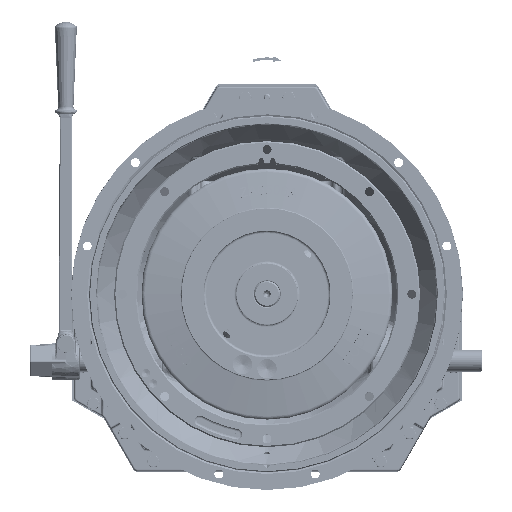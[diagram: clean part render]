
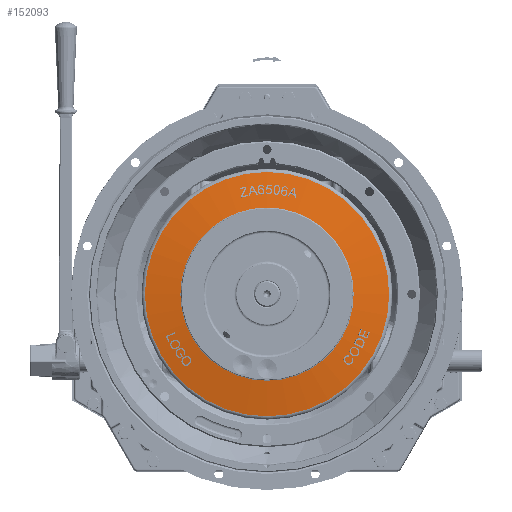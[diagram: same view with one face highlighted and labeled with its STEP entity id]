
A CAD part, top view. The second image highlights one B-rep face of the part: STEP entity #152093.
In plain terms, the highlighted conical face has half-angle 81.135 degrees and reference radius 140.614 mm.
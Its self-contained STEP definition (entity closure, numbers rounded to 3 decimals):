
#6233 = ORIENTED_EDGE ( 'NONE', *, *, #315162, .T. ) ;
#22627 = CARTESIAN_POINT ( 'NONE',  ( 99.784, 0., 49.25 ) ) ;
#26051 = DIRECTION ( 'NONE',  ( 0., 0., 1. ) ) ;
#42184 = VERTEX_POINT ( 'NONE', #162647 ) ;
#46239 = FACE_BOUND ( 'NONE', #290280, .T. ) ;
#65136 = EDGE_LOOP ( 'NONE', ( #6233 ) ) ;
#81583 = CARTESIAN_POINT ( 'NONE',  ( 0., 0., 49.25 ) ) ;
#110426 = DIRECTION ( 'NONE',  ( 1., 0., 0. ) ) ;
#122148 = AXIS2_PLACEMENT_3D ( 'NONE', #81583, #282323, #110426 ) ;
#152093 = ADVANCED_FACE ( 'NONE', ( #46239, #266259 ), #153885, .T. ) ;
#153885 = CONICAL_SURFACE ( 'NONE', #329031, 140.614, 1.416 ) ;
#162647 = CARTESIAN_POINT ( 'NONE',  ( 140.614, 0., 42.881 ) ) ;
#170081 = DIRECTION ( 'NONE',  ( -1., 0., 0. ) ) ;
#177199 = AXIS2_PLACEMENT_3D ( 'NONE', #197955, #26051, #226894 ) ;
#187341 = ORIENTED_EDGE ( 'NONE', *, *, #216414, .F. ) ;
#197955 = CARTESIAN_POINT ( 'NONE',  ( 0., 0., 42.881 ) ) ;
#216414 = EDGE_CURVE ( 'NONE', #324610, #324610, #288994, .T. ) ;
#226894 = DIRECTION ( 'NONE',  ( 1., 0., 0. ) ) ;
#266259 = FACE_OUTER_BOUND ( 'NONE', #65136, .T. ) ;
#282323 = DIRECTION ( 'NONE',  ( 0., 0., 1. ) ) ;
#288994 = CIRCLE ( 'NONE', #122148, 99.784 ) ;
#290280 = EDGE_LOOP ( 'NONE', ( #187341 ) ) ;
#311940 = DIRECTION ( 'NONE',  ( 0., 0., -1. ) ) ;
#315162 = EDGE_CURVE ( 'NONE', #42184, #42184, #358741, .T. ) ;
#324610 = VERTEX_POINT ( 'NONE', #22627 ) ;
#329031 = AXIS2_PLACEMENT_3D ( 'NONE', #369705, #311940, #170081 ) ;
#358741 = CIRCLE ( 'NONE', #177199, 140.614 ) ;
#369705 = CARTESIAN_POINT ( 'NONE',  ( 0., 0., 42.881 ) ) ;
